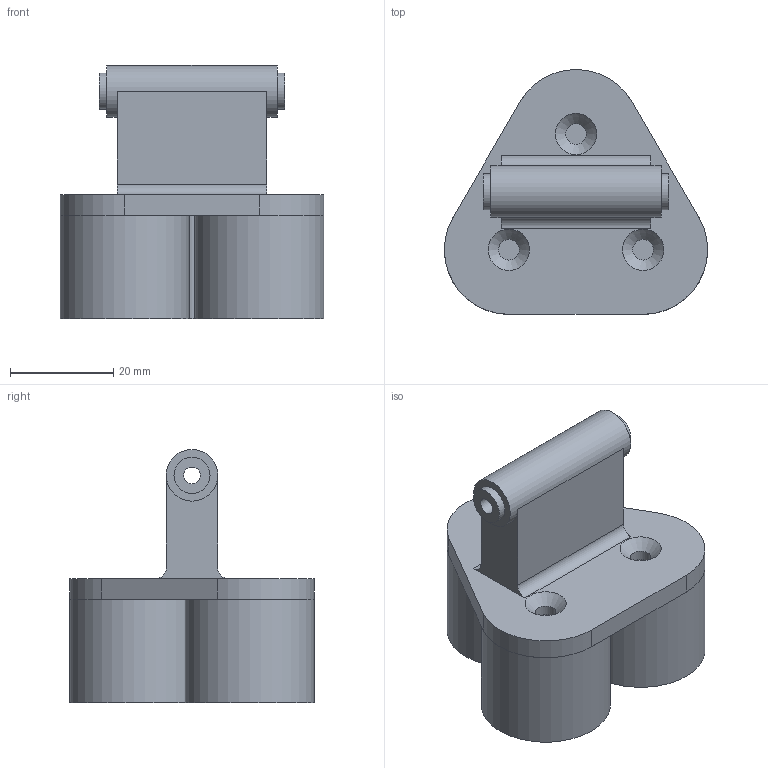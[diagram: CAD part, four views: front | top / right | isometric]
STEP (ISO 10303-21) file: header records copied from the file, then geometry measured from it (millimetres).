
FILE_DESCRIPTION(/* description */ (''),/* implementation_level */ '2;1');
FILE_NAME(/* name */ 'Ariadna-Electromagnet_mount v2.step',/* time_stamp */ '2023-01-29T15:08:13+01:00',/* author */ (''),/* organization */ (''),/* preprocessor_version */ 'ST-DEVELOPER v19.2',/* originating_system */ 'Autodesk Translation Framework v11.17.0.187',/* authorisation */ '');
FILE_SCHEMA (('AUTOMOTIVE_DESIGN { 1 0 10303 214 3 1 1 }'));
Length unit declared in the file: millimetre
Products named in the file (3): Ariadna-Electromagnet_mount; Electromagnet; mount
Assembly tree (2 placements, depth 2):
  Ariadna-Electromagnet_mount
    Electromagnet
    mount
Bounding box: 51 x 47.4 x 49 mm (x, y, z)
Volume: 43348 mm3; surface area: 14134.1 mm2
Topology: 4 solids, 4 shells, 37 faces, 73 edges, 47 vertices
Faces by surface type: plane 19, cylinder 15, cone 3
Full cylindrical faces by diameter (mm): 3.2 x1, 4 x3, 7 x2, 10 x1, 25 x3
Entity records: 1061 total; most frequent: DIRECTION 192, CARTESIAN_POINT 162, ORIENTED_EDGE 146, AXIS2_PLACEMENT_3D 77, EDGE_CURVE 73, EDGE_LOOP 48, VERTEX_POINT 47, LINE 38
